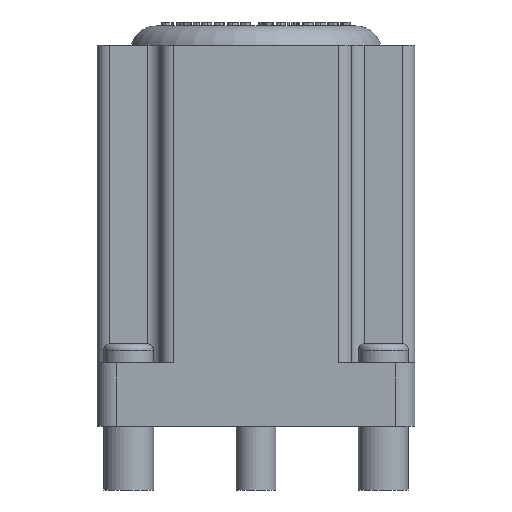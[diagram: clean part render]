
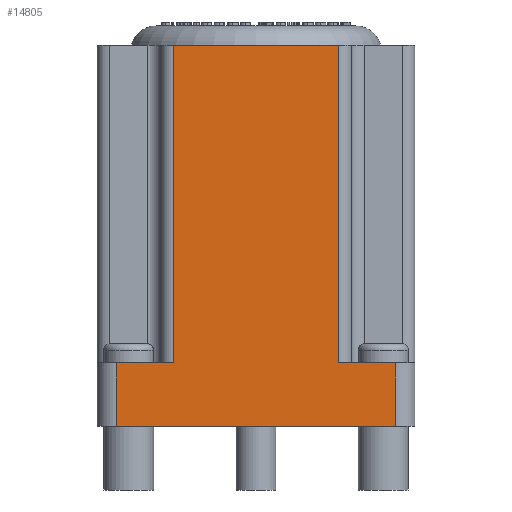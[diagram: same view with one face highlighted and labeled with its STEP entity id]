
A CAD part, front view. The second image highlights one B-rep face of the part: STEP entity #14805.
In plain terms, the highlighted planar face has unit normal (0, -1, 0).
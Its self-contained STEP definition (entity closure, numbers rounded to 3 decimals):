
#24 = DIRECTION ( 'NONE',  ( -1., 0., 0. ) ) ;
#184 = VECTOR ( 'NONE', #12763, 1000. ) ;
#328 = CARTESIAN_POINT ( 'NONE',  ( -933.632, 152.95, 874.993 ) ) ;
#451 = CARTESIAN_POINT ( 'NONE',  ( -933.632, 152.95, 874.993 ) ) ;
#497 = VERTEX_POINT ( 'NONE', #9738 ) ;
#551 = DIRECTION ( 'NONE',  ( 0., 0., -1. ) ) ;
#787 = CARTESIAN_POINT ( 'NONE',  ( -975.232, 152.95, 954.993 ) ) ;
#881 = CARTESIAN_POINT ( 'NONE',  ( -975.232, 152.95, 874.993 ) ) ;
#1105 = VERTEX_POINT ( 'NONE', #1783 ) ;
#1219 = EDGE_CURVE ( 'NONE', #497, #9420, #3309, .T. ) ;
#1467 = VECTOR ( 'NONE', #6183, 1000. ) ;
#1783 = CARTESIAN_POINT ( 'NONE',  ( -919.232, 152.95, 874.993 ) ) ;
#2469 = CARTESIAN_POINT ( 'NONE',  ( -975.232, 152.95, 874.993 ) ) ;
#2820 = DIRECTION ( 'NONE',  ( 0., 0., 1. ) ) ;
#3309 = LINE ( 'NONE', #10390, #12088 ) ;
#3412 = DIRECTION ( 'NONE',  ( -1., 0., 0. ) ) ;
#3487 = FACE_OUTER_BOUND ( 'NONE', #11411, .T. ) ;
#3641 = EDGE_CURVE ( 'NONE', #9518, #6337, #5565, .T. ) ;
#3970 = DIRECTION ( 'NONE',  ( -1., 0., 0. ) ) ;
#4612 = EDGE_CURVE ( 'NONE', #1105, #10833, #5488, .T. ) ;
#4700 = ORIENTED_EDGE ( 'NONE', *, *, #8439, .F. ) ;
#5141 = CARTESIAN_POINT ( 'NONE',  ( -919.232, 152.95, 874.993 ) ) ;
#5212 = CARTESIAN_POINT ( 'NONE',  ( -919.232, 152.95, 858.993 ) ) ;
#5488 = LINE ( 'NONE', #5141, #14273 ) ;
#5565 = LINE ( 'NONE', #881, #8099 ) ;
#6091 = EDGE_CURVE ( 'NONE', #10833, #13062, #9493, .T. ) ;
#6097 = CARTESIAN_POINT ( 'NONE',  ( -989.632, 152.95, 858.993 ) ) ;
#6183 = DIRECTION ( 'NONE',  ( -1., 0., 0. ) ) ;
#6337 = VERTEX_POINT ( 'NONE', #787 ) ;
#6375 = DIRECTION ( 'NONE',  ( 0., 0., 1. ) ) ;
#6562 = EDGE_CURVE ( 'NONE', #13062, #6337, #13506, .T. ) ;
#6643 = EDGE_CURVE ( 'NONE', #497, #1105, #14038, .T. ) ;
#8099 = VECTOR ( 'NONE', #15020, 1000. ) ;
#8303 = CARTESIAN_POINT ( 'NONE',  ( -933.632, 152.95, 954.993 ) ) ;
#8439 = EDGE_CURVE ( 'NONE', #9420, #13614, #8919, .T. ) ;
#8717 = DIRECTION ( 'NONE',  ( 0., 1., 0. ) ) ;
#8913 = ORIENTED_EDGE ( 'NONE', *, *, #6643, .T. ) ;
#8919 = LINE ( 'NONE', #6097, #14957 ) ;
#9256 = CARTESIAN_POINT ( 'NONE',  ( -933.632, 152.95, 874.993 ) ) ;
#9420 = VERTEX_POINT ( 'NONE', #11505 ) ;
#9493 = LINE ( 'NONE', #9256, #184 ) ;
#9518 = VERTEX_POINT ( 'NONE', #2469 ) ;
#9738 = CARTESIAN_POINT ( 'NONE',  ( -919.232, 152.95, 858.993 ) ) ;
#10265 = VECTOR ( 'NONE', #3412, 1000. ) ;
#10390 = CARTESIAN_POINT ( 'NONE',  ( -919.232, 152.95, 858.993 ) ) ;
#10833 = VERTEX_POINT ( 'NONE', #328 ) ;
#10937 = VECTOR ( 'NONE', #6375, 1000. ) ;
#11411 = EDGE_LOOP ( 'NONE', ( #13548, #13027, #14236, #4700, #14636, #8913, #14921, #14272 ) ) ;
#11505 = CARTESIAN_POINT ( 'NONE',  ( -989.632, 152.95, 858.993 ) ) ;
#12088 = VECTOR ( 'NONE', #24, 1000. ) ;
#12763 = DIRECTION ( 'NONE',  ( 0., 0., 1. ) ) ;
#13027 = ORIENTED_EDGE ( 'NONE', *, *, #3641, .F. ) ;
#13062 = VERTEX_POINT ( 'NONE', #8303 ) ;
#13329 = CARTESIAN_POINT ( 'NONE',  ( -989.632, 152.95, 874.993 ) ) ;
#13506 = LINE ( 'NONE', #14211, #1467 ) ;
#13531 = LINE ( 'NONE', #13771, #10265 ) ;
#13548 = ORIENTED_EDGE ( 'NONE', *, *, #6562, .T. ) ;
#13587 = AXIS2_PLACEMENT_3D ( 'NONE', #451, #8717, #551 ) ;
#13614 = VERTEX_POINT ( 'NONE', #13329 ) ;
#13771 = CARTESIAN_POINT ( 'NONE',  ( -919.232, 152.95, 874.993 ) ) ;
#13808 = EDGE_CURVE ( 'NONE', #9518, #13614, #13531, .T. ) ;
#14038 = LINE ( 'NONE', #5212, #10937 ) ;
#14211 = CARTESIAN_POINT ( 'NONE',  ( -933.632, 152.95, 954.993 ) ) ;
#14236 = ORIENTED_EDGE ( 'NONE', *, *, #13808, .T. ) ;
#14272 = ORIENTED_EDGE ( 'NONE', *, *, #6091, .T. ) ;
#14273 = VECTOR ( 'NONE', #3970, 1000. ) ;
#14593 = PLANE ( 'NONE',  #13587 ) ;
#14636 = ORIENTED_EDGE ( 'NONE', *, *, #1219, .F. ) ;
#14805 = ADVANCED_FACE ( 'NONE', ( #3487 ), #14593, .F. ) ;
#14921 = ORIENTED_EDGE ( 'NONE', *, *, #4612, .T. ) ;
#14957 = VECTOR ( 'NONE', #2820, 1000. ) ;
#15020 = DIRECTION ( 'NONE',  ( 0., 0., 1. ) ) ;
